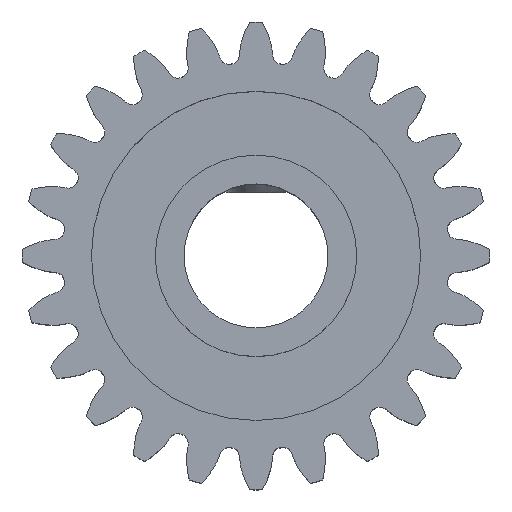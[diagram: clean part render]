
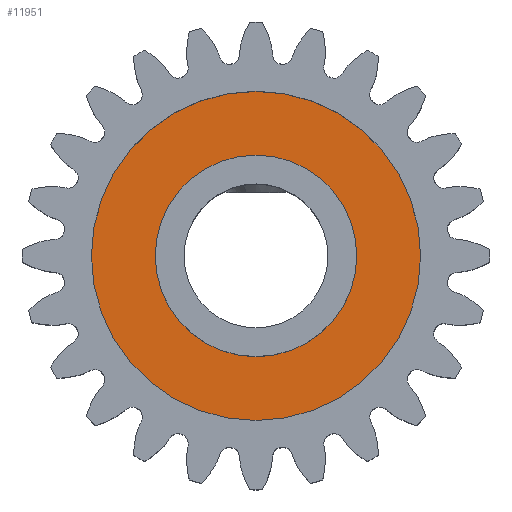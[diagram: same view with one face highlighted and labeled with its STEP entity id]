
A CAD part, top view. The second image highlights one B-rep face of the part: STEP entity #11951.
In plain terms, the highlighted planar face has unit normal (0, 0, 1).
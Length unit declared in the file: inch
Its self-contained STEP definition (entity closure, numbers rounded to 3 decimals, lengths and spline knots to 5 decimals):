
#16 = DIRECTION ( 'NONE',  ( 1., 0., 0. ) ) ;
#492 = FACE_BOUND ( 'NONE', #8965, .T. ) ;
#1207 = CIRCLE ( 'NONE', #8430, 0.175 ) ;
#1596 = DIRECTION ( 'NONE',  ( 0., 0., 1. ) ) ;
#1762 = CARTESIAN_POINT ( 'NONE',  ( 0.175, 0., 0.125 ) ) ;
#1788 = DIRECTION ( 'NONE',  ( 1., 0., 0. ) ) ;
#2195 = ORIENTED_EDGE ( 'NONE', *, *, #3405, .T. ) ;
#2645 = CARTESIAN_POINT ( 'NONE',  ( 0., 0., 0.125 ) ) ;
#2909 = DIRECTION ( 'NONE',  ( 1., 0., 0. ) ) ;
#3174 = CARTESIAN_POINT ( 'NONE',  ( 0., 0., 0.125 ) ) ;
#3405 = EDGE_CURVE ( 'NONE', #9315, #7457, #12385, .T. ) ;
#3975 = DIRECTION ( 'NONE',  ( 1., 0., 0. ) ) ;
#5254 = ORIENTED_EDGE ( 'NONE', *, *, #15839, .F. ) ;
#5344 = DIRECTION ( 'NONE',  ( 0., 0., 1. ) ) ;
#5792 = CARTESIAN_POINT ( 'NONE',  ( 0.28594, 0., 0.125 ) ) ;
#6065 = FACE_OUTER_BOUND ( 'NONE', #9101, .T. ) ;
#6956 = ORIENTED_EDGE ( 'NONE', *, *, #7982, .F. ) ;
#7274 = DIRECTION ( 'NONE',  ( 1., 0., 0. ) ) ;
#7457 = VERTEX_POINT ( 'NONE', #5792 ) ;
#7632 = DIRECTION ( 'NONE',  ( 0., 0., 1. ) ) ;
#7669 = EDGE_CURVE ( 'NONE', #7457, #9315, #16432, .T. ) ;
#7704 = AXIS2_PLACEMENT_3D ( 'NONE', #11923, #7632, #1788 ) ;
#7982 = EDGE_CURVE ( 'NONE', #10971, #17268, #10252, .T. ) ;
#8430 = AXIS2_PLACEMENT_3D ( 'NONE', #10169, #1596, #2909 ) ;
#8576 = DIRECTION ( 'NONE',  ( 0., 0., 1. ) ) ;
#8965 = EDGE_LOOP ( 'NONE', ( #6956, #5254 ) ) ;
#9101 = EDGE_LOOP ( 'NONE', ( #13754, #2195 ) ) ;
#9309 = CARTESIAN_POINT ( 'NONE',  ( -0.175, 0., 0.125 ) ) ;
#9315 = VERTEX_POINT ( 'NONE', #14170 ) ;
#10169 = CARTESIAN_POINT ( 'NONE',  ( 0., 0., 0.125 ) ) ;
#10252 = CIRCLE ( 'NONE', #11839, 0.175 ) ;
#10279 = AXIS2_PLACEMENT_3D ( 'NONE', #2645, #15614, #16 ) ;
#10971 = VERTEX_POINT ( 'NONE', #1762 ) ;
#11839 = AXIS2_PLACEMENT_3D ( 'NONE', #15508, #5344, #3975 ) ;
#11923 = CARTESIAN_POINT ( 'NONE',  ( 0., 0., 0.125 ) ) ;
#11951 = ADVANCED_FACE ( 'NONE', ( #492, #6065 ), #17352, .T. ) ;
#12385 = CIRCLE ( 'NONE', #15194, 0.28594 ) ;
#13754 = ORIENTED_EDGE ( 'NONE', *, *, #7669, .T. ) ;
#14170 = CARTESIAN_POINT ( 'NONE',  ( -0.28594, 0., 0.125 ) ) ;
#15194 = AXIS2_PLACEMENT_3D ( 'NONE', #3174, #8576, #7274 ) ;
#15508 = CARTESIAN_POINT ( 'NONE',  ( 0., 0., 0.125 ) ) ;
#15614 = DIRECTION ( 'NONE',  ( 0., 0., 1. ) ) ;
#15839 = EDGE_CURVE ( 'NONE', #17268, #10971, #1207, .T. ) ;
#16432 = CIRCLE ( 'NONE', #10279, 0.28594 ) ;
#17268 = VERTEX_POINT ( 'NONE', #9309 ) ;
#17352 = PLANE ( 'NONE',  #7704 ) ;
